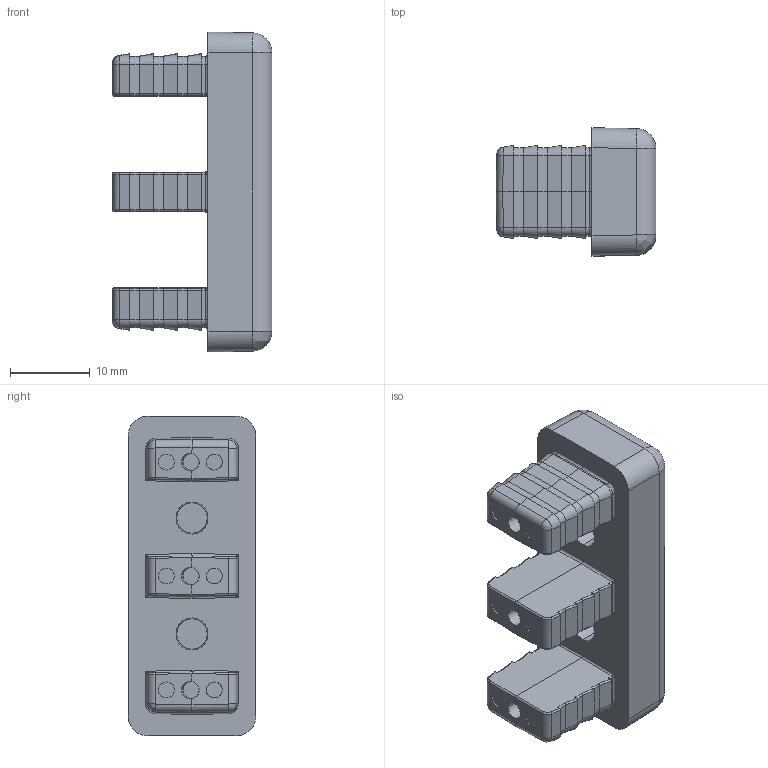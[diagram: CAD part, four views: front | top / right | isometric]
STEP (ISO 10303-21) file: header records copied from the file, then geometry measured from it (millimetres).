
FILE_DESCRIPTION (( 'STEP AP203' ), '1' );
FILE_NAME ('162931.step', '2023-01-11T15:32:16', ( '' ), ( '' ), 'SwSTEP 2.0', 'SolidWorks 2021', '' );
FILE_SCHEMA (( 'CONFIG_CONTROL_DESIGN' ));
Length unit declared in the file: inch
Products named in the file (1): 162931
Bounding box: 20 x 16 x 40 mm (x, y, z)
Volume: 6633.3 mm3; surface area: 3449.1 mm2
Topology: 1 solids, 1 shells, 321 faces, 792 edges, 476 vertices
Faces by surface type: cylinder 136, plane 127, bspline 48, cone 10
Entity records: 10775 total; most frequent: CARTESIAN_POINT 3710, ORIENTED_EDGE 1568, DIRECTION 1318, EDGE_CURVE 784, VERTEX_POINT 476, VECTOR 470, LINE 470, AXIS2_PLACEMENT_3D 424
